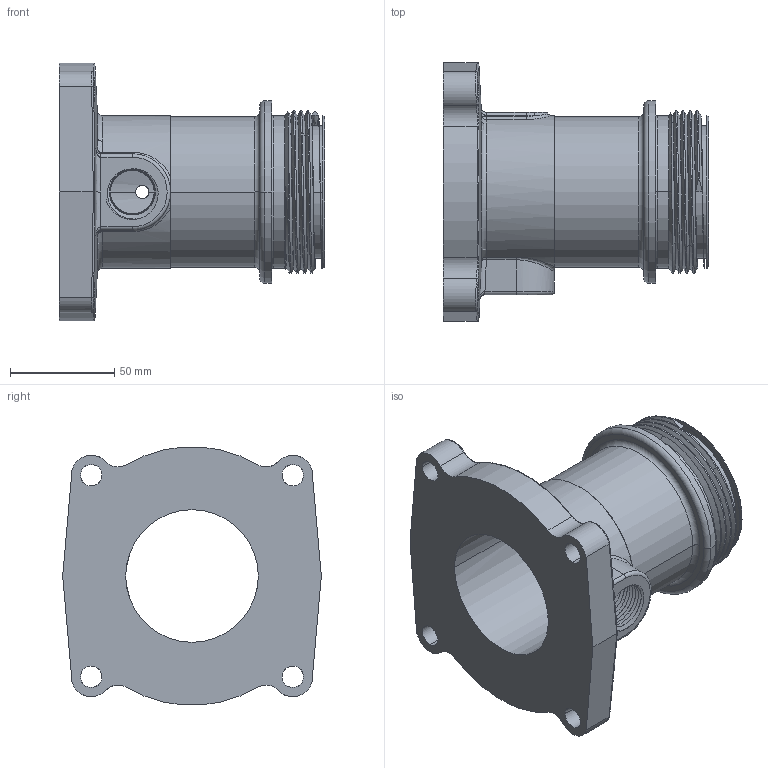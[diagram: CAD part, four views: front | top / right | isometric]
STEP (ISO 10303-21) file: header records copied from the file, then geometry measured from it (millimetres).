
FILE_DESCRIPTION((''),'2;1');
FILE_NAME('C18355','2015-09-30T',('jhabe'),(''),'PRO/ENGINEER BY PARAMETRIC TECHNOLOGY CORPORATION, 2011310','PRO/ENGINEER BY PARAMETRIC TECHNOLOGY CORPORATION, 2011310','');
FILE_SCHEMA(('CONFIG_CONTROL_DESIGN'));
Length unit declared in the file: inch
Products named in the file (1): C18355
Bounding box: 127 x 123.83 x 123.47 mm (x, y, z)
Volume: 331245 mm3; surface area: 85846.8 mm2
Topology: 1 solids, 1 shells, 165 faces, 407 edges, 245 vertices
Faces by surface type: bspline 66, cylinder 46, cone 24, plane 16, torus 13
Entity records: 10591 total; most frequent: CARTESIAN_POINT 7215, ORIENTED_EDGE 814, DIRECTION 508, EDGE_CURVE 407, VERTEX_POINT 245, AXIS2_PLACEMENT_3D 205, B_SPLINE_CURVE_WITH_KNOTS 203, EDGE_LOOP 180
